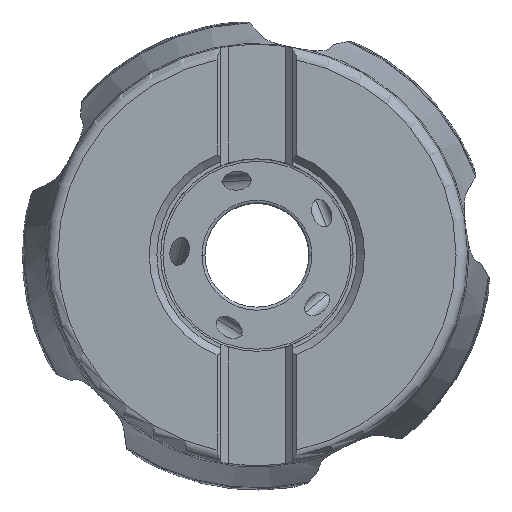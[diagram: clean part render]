
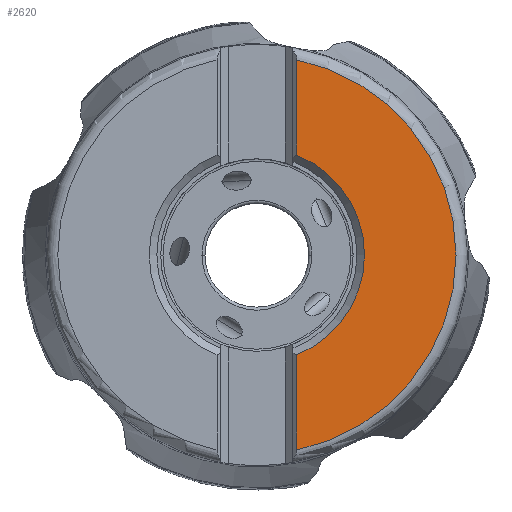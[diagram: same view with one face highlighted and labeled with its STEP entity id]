
A CAD part, top view. The second image highlights one B-rep face of the part: STEP entity #2620.
In plain terms, the highlighted planar face has unit normal (0, 0, 1).
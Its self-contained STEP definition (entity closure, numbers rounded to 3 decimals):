
#442=LINE('',#39792,#865);
#443=LINE('',#39794,#866);
#865=VECTOR('',#15485,1.);
#866=VECTOR('',#15488,1.);
#1955=FACE_OUTER_BOUND('',#3530,.T.);
#2620=ADVANCED_FACE('',(#1955),#2956,.T.);
#2956=PLANE('',#13080);
#3530=EDGE_LOOP('',(#7254,#7255,#7256,#7257,#7258));
#7254=ORIENTED_EDGE('',*,*,#11041,.F.);
#7255=ORIENTED_EDGE('',*,*,#11044,.T.);
#7256=ORIENTED_EDGE('',*,*,#10923,.F.);
#7257=ORIENTED_EDGE('',*,*,#10922,.F.);
#7258=ORIENTED_EDGE('',*,*,#11043,.F.);
#9266=VERTEX_POINT('',#39504);
#9267=VERTEX_POINT('',#39506);
#9268=VERTEX_POINT('',#39508);
#9333=VERTEX_POINT('',#39782);
#9334=VERTEX_POINT('',#39784);
#10922=EDGE_CURVE('',#9266,#9267,#11755,.T.);
#10923=EDGE_CURVE('',#9267,#9268,#11756,.T.);
#11041=EDGE_CURVE('',#9333,#9334,#11820,.T.);
#11043=EDGE_CURVE('',#9334,#9266,#442,.T.);
#11044=EDGE_CURVE('',#9333,#9268,#443,.T.);
#11755=CIRCLE('',#12944,26.282);
#11756=CIRCLE('',#12945,26.282);
#11820=CIRCLE('',#13077,14.2);
#12944=AXIS2_PLACEMENT_3D('',#39505,#15177,#15178);
#12945=AXIS2_PLACEMENT_3D('',#39507,#15179,#15180);
#13077=AXIS2_PLACEMENT_3D('',#39783,#15481,#15482);
#13080=AXIS2_PLACEMENT_3D('',#39795,#15489,#15490);
#15177=DIRECTION('',(0.,0.,-1.));
#15178=DIRECTION('',(0.2,0.98,0.));
#15179=DIRECTION('',(0.,0.,-1.));
#15180=DIRECTION('',(1.,-0.001,0.));
#15481=DIRECTION('',(0.,0.,1.));
#15482=DIRECTION('',(0.371,-0.929,0.));
#15485=DIRECTION('',(0.,1.,0.));
#15488=DIRECTION('',(0.,-1.,0.));
#15489=DIRECTION('',(0.,0.,1.));
#15490=DIRECTION('',(-1.,0.,0.));
#39504=CARTESIAN_POINT('',(5.262,25.749,0.));
#39505=CARTESIAN_POINT('',(0.,0.,0.));
#39506=CARTESIAN_POINT('',(26.281,-0.021,0.));
#39507=CARTESIAN_POINT('',(0.,0.,0.));
#39508=CARTESIAN_POINT('',(5.262,-25.749,0.));
#39782=CARTESIAN_POINT('',(5.263,-13.189,0.));
#39783=CARTESIAN_POINT('',(0.,0.,0.));
#39784=CARTESIAN_POINT('',(5.263,13.189,0.));
#39792=CARTESIAN_POINT('',(5.263,13.189,0.));
#39794=CARTESIAN_POINT('',(5.263,-13.189,0.));
#39795=CARTESIAN_POINT('',(15.772,0.,0.));
